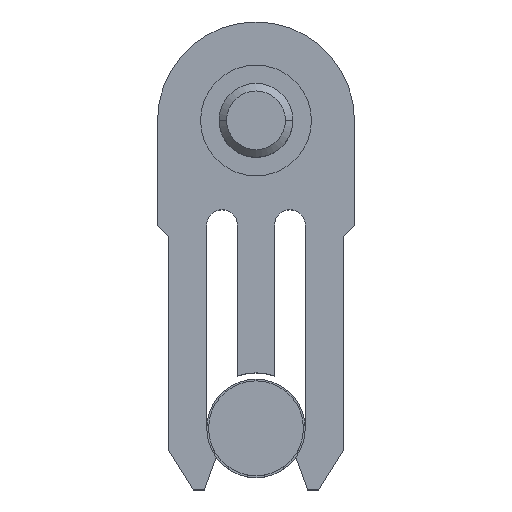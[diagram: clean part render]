
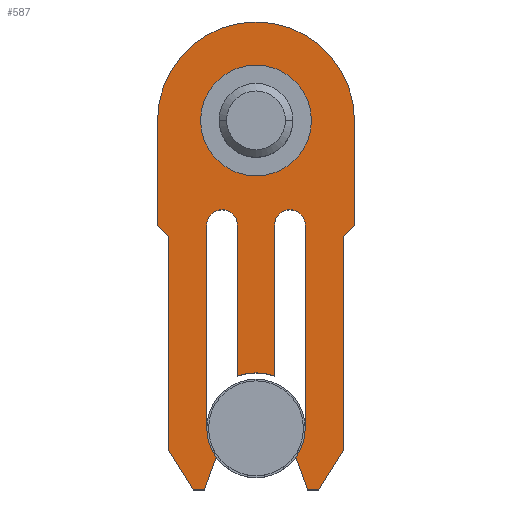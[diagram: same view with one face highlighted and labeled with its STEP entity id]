
A CAD part, top view. The second image highlights one B-rep face of the part: STEP entity #587.
In plain terms, the highlighted planar face has unit normal (0, 0, 1).
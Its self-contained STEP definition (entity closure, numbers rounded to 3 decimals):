
#353=VERTEX_POINT('',#982);
#357=EDGE_CURVE('',#765,#521,#986,.T.);
#367=VERTEX_POINT('',#999);
#369=EDGE_CURVE('',#883,#765,#1001,.T.);
#377=VERTEX_POINT('',#1010);
#389=VERTEX_POINT('',#1025);
#405=EDGE_CURVE('',#821,#741,#1041,.T.);
#411=EDGE_CURVE('',#633,#611,#1047,.T.);
#413=EDGE_CURVE('',#353,#367,#1049,.T.);
#427=EDGE_CURVE('',#905,#883,#1066,.T.);
#441=VERTEX_POINT('',#1081);
#443=VERTEX_POINT('',#1083);
#489=VERTEX_POINT('',#1136);
#521=VERTEX_POINT('',#1170);
#523=EDGE_CURVE('',#741,#821,#1172,.T.);
#543=EDGE_CURVE('',#521,#791,#1193,.T.);
#577=VERTEX_POINT('',#1234);
#579=VERTEX_POINT('',#1236);
#587=ADVANCED_FACE('',(#1244,#1245),#1246,.T.);
#589=EDGE_CURVE('',#443,#659,#1248,.T.);
#611=VERTEX_POINT('',#1270);
#619=EDGE_CURVE('',#935,#791,#1279,.T.);
#621=EDGE_CURVE('',#489,#353,#1281,.T.);
#629=EDGE_CURVE('',#441,#577,#1290,.T.);
#631=EDGE_CURVE('',#577,#935,#1292,.T.);
#633=VERTEX_POINT('',#1294);
#659=VERTEX_POINT('',#1320);
#687=EDGE_CURVE('',#763,#489,#1354,.T.);
#693=VERTEX_POINT('',#1360);
#741=VERTEX_POINT('',#1418);
#747=EDGE_CURVE('',#793,#763,#1424,.T.);
#763=VERTEX_POINT('',#1441);
#765=VERTEX_POINT('',#1443);
#791=VERTEX_POINT('',#1473);
#793=VERTEX_POINT('',#1475);
#807=EDGE_CURVE('',#579,#443,#1491,.T.);
#819=EDGE_CURVE('',#611,#579,#1505,.T.);
#821=VERTEX_POINT('',#1507);
#851=EDGE_CURVE('',#693,#659,#1541,.T.);
#857=EDGE_CURVE('',#389,#793,#1547,.T.);
#867=VERTEX_POINT('',#1558);
#873=EDGE_CURVE('',#367,#867,#1565,.T.);
#883=VERTEX_POINT('',#1576);
#905=VERTEX_POINT('',#1599);
#909=EDGE_CURVE('',#867,#441,#1603,.T.);
#933=EDGE_CURVE('',#377,#693,#1629,.T.);
#935=VERTEX_POINT('',#1631);
#941=EDGE_CURVE('',#905,#377,#1637,.T.);
#945=EDGE_CURVE('',#633,#389,#1641,.T.);
#982=CARTESIAN_POINT('',(-1.5,4.243,8.0));
#986=LINE('',#1685,#1686);
#999=CARTESIAN_POINT('',(1.5,4.243,8.0));
#1001=LINE('',#1702,#1703);
#1010=CARTESIAN_POINT('',(8.0,25.0,8.0));
#1025=CARTESIAN_POINT('',(-3.236,-2.351,8.0));
#1041=CIRCLE('',#1755,4.5);
#1047=LINE('',#1765,#1766);
#1049=CIRCLE('',#1769,4.5);
#1066=LINE('',#1790,#1791);
#1081=CARTESIAN_POINT('',(4.0,16.5,8.0));
#1083=CARTESIAN_POINT('',(-7.1,15.6,8.0));
#1136=CARTESIAN_POINT('',(-1.5,16.5,8.0));
#1170=CARTESIAN_POINT('',(5.1,-5.0,8.0));
#1172=CIRCLE('',#1935,4.5);
#1193=LINE('',#1967,#1968);
#1234=CARTESIAN_POINT('',(4.0,0.0,8.0));
#1236=CARTESIAN_POINT('',(-7.1,-1.8,8.0));
#1244=FACE_OUTER_BOUND('',#2038,.T.);
#1245=FACE_BOUND('',#2039,.T.);
#1246=PLANE('',#2040);
#1248=LINE('',#2043,#2044);
#1270=CARTESIAN_POINT('',(-5.1,-5.0,8.0));
#1279=LINE('',#2079,#2080);
#1281=LINE('',#2083,#2084);
#1290=LINE('',#2096,#2097);
#1292=CIRCLE('',#2100,4.0);
#1294=CARTESIAN_POINT('',(-4.2,-5.0,8.0));
#1320=CARTESIAN_POINT('',(-8.0,16.5,8.0));
#1354=CIRCLE('',#2183,1.25);
#1360=CARTESIAN_POINT('',(-8.0,25.0,8.0));
#1418=CARTESIAN_POINT('',(4.5,25.0,8.0));
#1424=LINE('',#2277,#2278);
#1441=CARTESIAN_POINT('',(-4.0,16.5,8.0));
#1443=CARTESIAN_POINT('',(7.1,-1.8,8.0));
#1473=CARTESIAN_POINT('',(4.2,-5.0,8.0));
#1475=CARTESIAN_POINT('',(-4.0,0.0,8.0));
#1491=LINE('',#2365,#2366);
#1505=LINE('',#2382,#2383);
#1507=CARTESIAN_POINT('',(-4.5,25.0,8.0));
#1541=LINE('',#2431,#2432);
#1547=CIRCLE('',#2441,4.0);
#1558=CARTESIAN_POINT('',(1.5,16.5,8.0));
#1565=LINE('',#2463,#2464);
#1576=CARTESIAN_POINT('',(7.1,15.6,8.0));
#1599=CARTESIAN_POINT('',(8.0,16.5,8.0));
#1603=CIRCLE('',#2510,1.25);
#1629=CIRCLE('',#2548,8.0);
#1631=CARTESIAN_POINT('',(3.236,-2.351,8.0));
#1637=LINE('',#2559,#2560);
#1641=LINE('',#2566,#2567);
#1685=CARTESIAN_POINT('',(7.1,-1.8,8.0));
#1686=VECTOR('',#2592,1.0);
#1702=CARTESIAN_POINT('',(7.1,15.6,8.0));
#1703=VECTOR('',#2617,1.0);
#1755=AXIS2_PLACEMENT_3D('',#2662,#2663,#2664);
#1765=CARTESIAN_POINT('',(5.1,-5.0,8.0));
#1766=VECTOR('',#2669,1.0);
#1769=AXIS2_PLACEMENT_3D('',#2670,#2671,#2672);
#1790=CARTESIAN_POINT('',(8.0,16.5,8.0));
#1791=VECTOR('',#2699,1.0);
#1935=AXIS2_PLACEMENT_3D('',#2816,#2817,#2818);
#1967=CARTESIAN_POINT('',(5.1,-5.0,8.0));
#1968=VECTOR('',#2837,1.0);
#2038=EDGE_LOOP('',(#2899,#2900,#2901,#2902,#2903,#2904,#2905,#2906,#2907,#2908,#2909,#2910,#2911,#2912,#2913,#2914,#2915,#2916,#2917,#2918,#2919,#2920));
#2039=EDGE_LOOP('',(#2921,#2922));
#2040=AXIS2_PLACEMENT_3D('',#2923,#2924,#2925);
#2043=CARTESIAN_POINT('',(-7.1,15.6,8.0));
#2044=VECTOR('',#2926,1.0);
#2079=CARTESIAN_POINT('',(-1.776,11.42,8.0));
#2080=VECTOR('',#2948,1.0);
#2083=CARTESIAN_POINT('',(-1.5,16.625,8.0));
#2084=VECTOR('',#2949,1.0);
#2096=CARTESIAN_POINT('',(4.0,16.625,8.0));
#2097=VECTOR('',#2959,1.0);
#2100=AXIS2_PLACEMENT_3D('',#2960,#2961,#2962);
#2183=AXIS2_PLACEMENT_3D('',#3023,#3024,#3025);
#2277=CARTESIAN_POINT('',(-4.0,16.625,8.0));
#2278=VECTOR('',#3111,1.0);
#2365=CARTESIAN_POINT('',(-7.1,-1.8,8.0));
#2366=VECTOR('',#3172,1.0);
#2382=CARTESIAN_POINT('',(-5.1,-5.0,8.0));
#2383=VECTOR('',#3191,1.0);
#2431=CARTESIAN_POINT('',(-8.0,20.75,8.0));
#2432=VECTOR('',#3239,1.0);
#2441=AXIS2_PLACEMENT_3D('',#3241,#3242,#3243);
#2463=CARTESIAN_POINT('',(1.5,16.625,8.0));
#2464=VECTOR('',#3264,1.0);
#2510=AXIS2_PLACEMENT_3D('',#3292,#3293,#3294);
#2548=AXIS2_PLACEMENT_3D('',#3319,#3320,#3321);
#2559=CARTESIAN_POINT('',(8.0,20.75,8.0));
#2560=VECTOR('',#3323,1.0);
#2566=CARTESIAN_POINT('',(0.867,8.92,8.0));
#2567=VECTOR('',#3327,1.0);
#2592=DIRECTION('',(-0.53,-0.848,0.0));
#2617=DIRECTION('',(0.0,-1.0,0.0));
#2662=CARTESIAN_POINT('',(0.0,25.0,8.0));
#2663=DIRECTION('',(0.0,0.0,-1.0));
#2664=DIRECTION('',(1.0,0.0,0.0));
#2669=DIRECTION('',(-1.0,0.0,0.0));
#2670=CARTESIAN_POINT('',(0.,0.,8.0));
#2671=DIRECTION('',(0.0,0.0,-1.0));
#2672=DIRECTION('',(0.889,0.458,0.0));
#2699=DIRECTION('',(-0.707,-0.707,0.0));
#2816=CARTESIAN_POINT('',(0.0,25.0,8.0));
#2817=DIRECTION('',(0.0,0.0,-1.0));
#2818=DIRECTION('',(1.0,0.0,0.0));
#2837=DIRECTION('',(-1.0,0.0,0.0));
#2899=ORIENTED_EDGE('',*,*,#413,.T.);
#2900=ORIENTED_EDGE('',*,*,#873,.T.);
#2901=ORIENTED_EDGE('',*,*,#909,.T.);
#2902=ORIENTED_EDGE('',*,*,#629,.T.);
#2903=ORIENTED_EDGE('',*,*,#631,.T.);
#2904=ORIENTED_EDGE('',*,*,#619,.T.);
#2905=ORIENTED_EDGE('',*,*,#543,.F.);
#2906=ORIENTED_EDGE('',*,*,#357,.F.);
#2907=ORIENTED_EDGE('',*,*,#369,.F.);
#2908=ORIENTED_EDGE('',*,*,#427,.F.);
#2909=ORIENTED_EDGE('',*,*,#941,.T.);
#2910=ORIENTED_EDGE('',*,*,#933,.T.);
#2911=ORIENTED_EDGE('',*,*,#851,.T.);
#2912=ORIENTED_EDGE('',*,*,#589,.F.);
#2913=ORIENTED_EDGE('',*,*,#807,.F.);
#2914=ORIENTED_EDGE('',*,*,#819,.F.);
#2915=ORIENTED_EDGE('',*,*,#411,.F.);
#2916=ORIENTED_EDGE('',*,*,#945,.T.);
#2917=ORIENTED_EDGE('',*,*,#857,.T.);
#2918=ORIENTED_EDGE('',*,*,#747,.T.);
#2919=ORIENTED_EDGE('',*,*,#687,.T.);
#2920=ORIENTED_EDGE('',*,*,#621,.T.);
#2921=ORIENTED_EDGE('',*,*,#523,.T.);
#2922=ORIENTED_EDGE('',*,*,#405,.T.);
#2923=CARTESIAN_POINT('',(0.0,25.0,8.0));
#2924=DIRECTION('',(0.0,0.0,1.0));
#2925=DIRECTION('',(1.0,0.0,0.0));
#2926=DIRECTION('',(-0.707,0.707,0.0));
#2948=DIRECTION('',(0.342,-0.94,0.0));
#2949=DIRECTION('',(0.0,-1.0,0.0));
#2959=DIRECTION('',(0.0,-1.0,0.0));
#2960=CARTESIAN_POINT('',(0.0,0.0,8.0));
#2961=DIRECTION('',(0.0,0.0,-1.0));
#2962=DIRECTION('',(1.0,0.0,0.0));
#3023=CARTESIAN_POINT('',(-2.75,16.5,8.0));
#3024=DIRECTION('',(0.0,0.0,-1.0));
#3025=DIRECTION('',(1.0,0.0,0.0));
#3111=DIRECTION('',(0.0,1.0,0.0));
#3172=DIRECTION('',(0.0,1.0,0.0));
#3191=DIRECTION('',(-0.53,0.848,0.0));
#3239=DIRECTION('',(0.0,-1.0,0.0));
#3241=CARTESIAN_POINT('',(0.0,0.0,8.0));
#3242=DIRECTION('',(0.0,0.0,-1.0));
#3243=DIRECTION('',(1.0,0.0,0.0));
#3264=DIRECTION('',(0.0,1.0,0.0));
#3292=CARTESIAN_POINT('',(2.75,16.5,8.0));
#3293=DIRECTION('',(0.0,0.0,-1.0));
#3294=DIRECTION('',(1.0,0.0,0.0));
#3319=CARTESIAN_POINT('',(0.0,25.0,8.0));
#3320=DIRECTION('',(0.0,0.0,1.0));
#3321=DIRECTION('',(1.0,0.0,0.0));
#3323=DIRECTION('',(0.0,1.0,0.0));
#3327=DIRECTION('',(0.342,0.94,-0.0));
